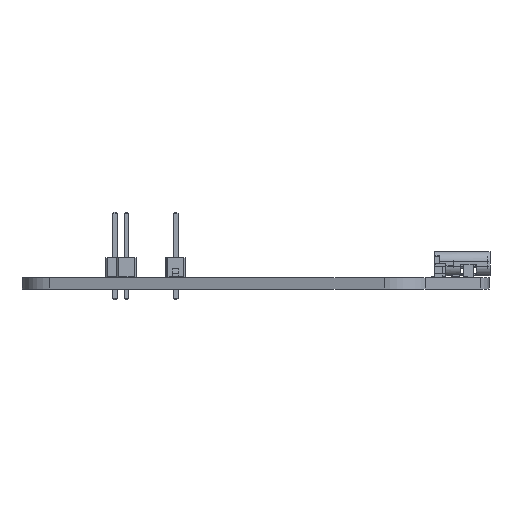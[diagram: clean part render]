
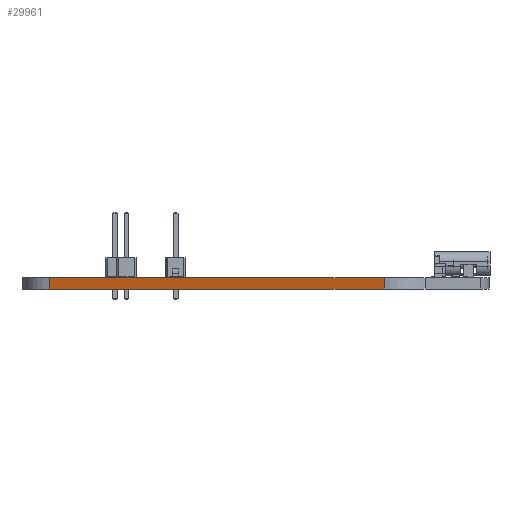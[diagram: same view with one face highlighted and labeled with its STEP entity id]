
A CAD part, left-side view. The second image highlights one B-rep face of the part: STEP entity #29961.
In plain terms, the highlighted planar face has unit normal (-0.954, 0.299, 0).
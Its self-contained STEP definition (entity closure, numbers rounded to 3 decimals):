
#28754 = VERTEX_POINT('',#28755);
#28755 = CARTESIAN_POINT('',(118.465,-64.282,0.));
#28762 = EDGE_CURVE('',#28763,#28754,#28765,.T.);
#28763 = VERTEX_POINT('',#28764);
#28764 = CARTESIAN_POINT('',(104.594,-108.557,0.));
#28765 = LINE('',#28766,#28767);
#28766 = CARTESIAN_POINT('',(104.594,-108.557,0.));
#28767 = VECTOR('',#28768,1.);
#28768 = DIRECTION('',(0.299,0.954,0.));
#29254 = VERTEX_POINT('',#29255);
#29255 = CARTESIAN_POINT('',(118.465,-64.282,1.51));
#29262 = EDGE_CURVE('',#29263,#29254,#29265,.T.);
#29263 = VERTEX_POINT('',#29264);
#29264 = CARTESIAN_POINT('',(104.594,-108.557,1.51));
#29265 = LINE('',#29266,#29267);
#29266 = CARTESIAN_POINT('',(104.594,-108.557,1.51));
#29267 = VECTOR('',#29268,1.);
#29268 = DIRECTION('',(0.299,0.954,0.));
#29931 = EDGE_CURVE('',#28754,#29254,#29932,.T.);
#29932 = LINE('',#29933,#29934);
#29933 = CARTESIAN_POINT('',(118.465,-64.282,0.));
#29934 = VECTOR('',#29935,1.);
#29935 = DIRECTION('',(0.,0.,1.));
#29961 = ADVANCED_FACE('',(#29962),#29973,.T.);
#29962 = FACE_BOUND('',#29963,.T.);
#29963 = EDGE_LOOP('',(#29964,#29970,#29971,#29972));
#29964 = ORIENTED_EDGE('',*,*,#29965,.T.);
#29965 = EDGE_CURVE('',#28763,#29263,#29966,.T.);
#29966 = LINE('',#29967,#29968);
#29967 = CARTESIAN_POINT('',(104.594,-108.557,0.));
#29968 = VECTOR('',#29969,1.);
#29969 = DIRECTION('',(0.,0.,1.));
#29970 = ORIENTED_EDGE('',*,*,#29262,.T.);
#29971 = ORIENTED_EDGE('',*,*,#29931,.F.);
#29972 = ORIENTED_EDGE('',*,*,#28762,.F.);
#29973 = PLANE('',#29974);
#29974 = AXIS2_PLACEMENT_3D('',#29975,#29976,#29977);
#29975 = CARTESIAN_POINT('',(104.594,-108.557,0.));
#29976 = DIRECTION('',(-0.954,0.299,0.));
#29977 = DIRECTION('',(0.299,0.954,0.));
